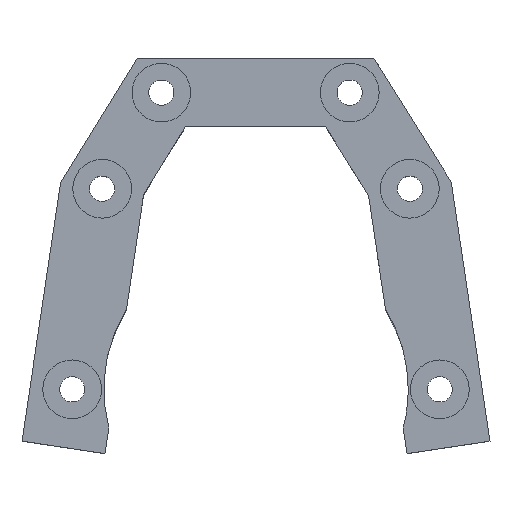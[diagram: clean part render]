
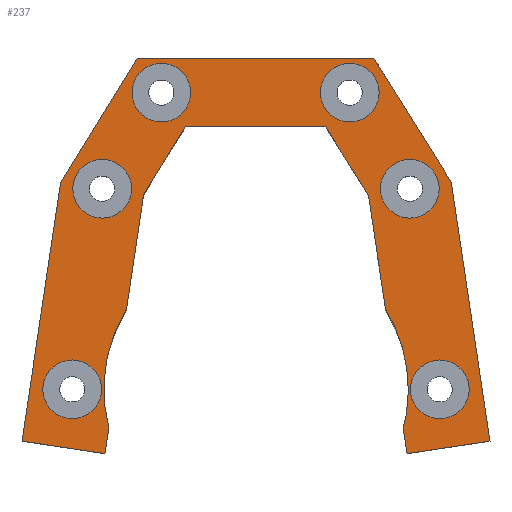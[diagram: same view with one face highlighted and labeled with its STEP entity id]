
A CAD part, top view. The second image highlights one B-rep face of the part: STEP entity #237.
In plain terms, the highlighted planar face has unit normal (0, 0, 1).
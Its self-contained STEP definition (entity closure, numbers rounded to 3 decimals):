
#24 = VERTEX_POINT('',#25);
#25 = CARTESIAN_POINT('',(-12.849,-33.794,7.));
#31 = EDGE_CURVE('',#24,#32,#34,.T.);
#32 = VERTEX_POINT('',#33);
#33 = CARTESIAN_POINT('',(-8.245,-2.962,7.));
#34 = LINE('',#35,#36);
#35 = CARTESIAN_POINT('',(-12.849,-33.794,7.));
#36 = VECTOR('',#37,1.);
#37 = DIRECTION('',(0.148,0.989,0.));
#62 = EDGE_CURVE('',#24,#63,#65,.T.);
#63 = VERTEX_POINT('',#64);
#64 = CARTESIAN_POINT('',(-2.959,-35.271,7.));
#65 = LINE('',#66,#67);
#66 = CARTESIAN_POINT('',(-12.849,-33.794,7.));
#67 = VECTOR('',#68,1.);
#68 = DIRECTION('',(0.989,-0.148,0.));
#101 = EDGE_CURVE('',#32,#102,#104,.T.);
#102 = VERTEX_POINT('',#103);
#103 = CARTESIAN_POINT('',(0.886,11.854,7.));
#104 = LINE('',#105,#106);
#105 = CARTESIAN_POINT('',(-8.245,-2.962,7.));
#106 = VECTOR('',#107,1.);
#107 = DIRECTION('',(0.525,0.851,0.));
#237 = ADVANCED_FACE('',(#238,#356,#367,#378,#389,#400,#411),#422,.T.);
#238 = FACE_BOUND('',#239,.T.);
#239 = EDGE_LOOP('',(#240,#241,#242,#250,#259,#267,#275,#283,#291,#299,
    #308,#317,#325,#333,#341,#349,#355));
#240 = ORIENTED_EDGE('',*,*,#31,.F.);
#241 = ORIENTED_EDGE('',*,*,#62,.T.);
#242 = ORIENTED_EDGE('',*,*,#243,.F.);
#243 = EDGE_CURVE('',#244,#63,#246,.T.);
#244 = VERTEX_POINT('',#245);
#245 = CARTESIAN_POINT('',(-2.504,-32.223,7.));
#246 = LINE('',#247,#248);
#247 = CARTESIAN_POINT('',(1.645,-4.438,7.));
#248 = VECTOR('',#249,1.);
#249 = DIRECTION('',(-0.148,-0.989,0.));
#250 = ORIENTED_EDGE('',*,*,#251,.F.);
#251 = EDGE_CURVE('',#252,#244,#254,.T.);
#252 = VERTEX_POINT('',#253);
#253 = CARTESIAN_POINT('',(-0.39,-18.069,7.));
#254 = CIRCLE('',#255,18.15);
#255 = AXIS2_PLACEMENT_3D('',#256,#257,#258);
#256 = CARTESIAN_POINT('',(15.05,-27.609,7.));
#257 = DIRECTION('',(0.,0.,1.));
#258 = DIRECTION('',(1.,0.,0.));
#259 = ORIENTED_EDGE('',*,*,#260,.F.);
#260 = EDGE_CURVE('',#261,#252,#263,.T.);
#261 = VERTEX_POINT('',#262);
#262 = CARTESIAN_POINT('',(1.645,-4.438,7.));
#263 = LINE('',#264,#265);
#264 = CARTESIAN_POINT('',(1.645,-4.438,7.));
#265 = VECTOR('',#266,1.);
#266 = DIRECTION('',(-0.148,-0.989,0.));
#267 = ORIENTED_EDGE('',*,*,#268,.F.);
#268 = EDGE_CURVE('',#269,#261,#271,.T.);
#269 = VERTEX_POINT('',#270);
#270 = CARTESIAN_POINT('',(6.65,3.682,7.));
#271 = LINE('',#272,#273);
#272 = CARTESIAN_POINT('',(6.65,3.682,7.));
#273 = VECTOR('',#274,1.);
#274 = DIRECTION('',(-0.525,-0.851,0.));
#275 = ORIENTED_EDGE('',*,*,#276,.F.);
#276 = EDGE_CURVE('',#277,#269,#279,.T.);
#277 = VERTEX_POINT('',#278);
#278 = CARTESIAN_POINT('',(23.35,3.682,7.));
#279 = LINE('',#280,#281);
#280 = CARTESIAN_POINT('',(23.35,3.682,7.));
#281 = VECTOR('',#282,1.);
#282 = DIRECTION('',(-1.,0.,0.));
#283 = ORIENTED_EDGE('',*,*,#284,.F.);
#284 = EDGE_CURVE('',#285,#277,#287,.T.);
#285 = VERTEX_POINT('',#286);
#286 = CARTESIAN_POINT('',(28.464,-4.5,7.));
#287 = LINE('',#288,#289);
#288 = CARTESIAN_POINT('',(28.464,-4.5,7.));
#289 = VECTOR('',#290,1.);
#290 = DIRECTION('',(-0.53,0.848,0.));
#291 = ORIENTED_EDGE('',*,*,#292,.F.);
#292 = EDGE_CURVE('',#293,#285,#295,.T.);
#293 = VERTEX_POINT('',#294);
#294 = CARTESIAN_POINT('',(30.491,-18.07,7.));
#295 = LINE('',#296,#297);
#296 = CARTESIAN_POINT('',(33.059,-35.271,7.));
#297 = VECTOR('',#298,1.);
#298 = DIRECTION('',(-0.148,0.989,0.));
#299 = ORIENTED_EDGE('',*,*,#300,.F.);
#300 = EDGE_CURVE('',#301,#293,#303,.T.);
#301 = VERTEX_POINT('',#302);
#302 = CARTESIAN_POINT('',(33.2,-27.609,7.));
#303 = CIRCLE('',#304,18.15);
#304 = AXIS2_PLACEMENT_3D('',#305,#306,#307);
#305 = CARTESIAN_POINT('',(15.05,-27.609,7.));
#306 = DIRECTION('',(0.,0.,1.));
#307 = DIRECTION('',(1.,0.,0.));
#308 = ORIENTED_EDGE('',*,*,#309,.F.);
#309 = EDGE_CURVE('',#310,#301,#312,.T.);
#310 = VERTEX_POINT('',#311);
#311 = CARTESIAN_POINT('',(32.604,-32.222,7.));
#312 = CIRCLE('',#313,18.15);
#313 = AXIS2_PLACEMENT_3D('',#314,#315,#316);
#314 = CARTESIAN_POINT('',(15.05,-27.609,7.));
#315 = DIRECTION('',(0.,0.,1.));
#316 = DIRECTION('',(1.,0.,0.));
#317 = ORIENTED_EDGE('',*,*,#318,.F.);
#318 = EDGE_CURVE('',#319,#310,#321,.T.);
#319 = VERTEX_POINT('',#320);
#320 = CARTESIAN_POINT('',(33.059,-35.271,7.));
#321 = LINE('',#322,#323);
#322 = CARTESIAN_POINT('',(33.059,-35.271,7.));
#323 = VECTOR('',#324,1.);
#324 = DIRECTION('',(-0.148,0.989,0.));
#325 = ORIENTED_EDGE('',*,*,#326,.F.);
#326 = EDGE_CURVE('',#327,#319,#329,.T.);
#327 = VERTEX_POINT('',#328);
#328 = CARTESIAN_POINT('',(42.949,-33.794,7.));
#329 = LINE('',#330,#331);
#330 = CARTESIAN_POINT('',(42.949,-33.794,7.));
#331 = VECTOR('',#332,1.);
#332 = DIRECTION('',(-0.989,-0.148,0.));
#333 = ORIENTED_EDGE('',*,*,#334,.F.);
#334 = EDGE_CURVE('',#335,#327,#337,.T.);
#335 = VERTEX_POINT('',#336);
#336 = CARTESIAN_POINT('',(38.336,-2.9,7.));
#337 = LINE('',#338,#339);
#338 = CARTESIAN_POINT('',(38.336,-2.9,7.));
#339 = VECTOR('',#340,1.);
#340 = DIRECTION('',(0.148,-0.989,0.));
#341 = ORIENTED_EDGE('',*,*,#342,.F.);
#342 = EDGE_CURVE('',#343,#335,#345,.T.);
#343 = VERTEX_POINT('',#344);
#344 = CARTESIAN_POINT('',(29.114,11.854,7.));
#345 = LINE('',#346,#347);
#346 = CARTESIAN_POINT('',(29.114,11.854,7.));
#347 = VECTOR('',#348,1.);
#348 = DIRECTION('',(0.53,-0.848,0.));
#349 = ORIENTED_EDGE('',*,*,#350,.F.);
#350 = EDGE_CURVE('',#102,#343,#351,.T.);
#351 = LINE('',#352,#353);
#352 = CARTESIAN_POINT('',(0.886,11.854,7.));
#353 = VECTOR('',#354,1.);
#354 = DIRECTION('',(1.,0.,0.));
#355 = ORIENTED_EDGE('',*,*,#101,.F.);
#356 = FACE_BOUND('',#357,.T.);
#357 = EDGE_LOOP('',(#358));
#358 = ORIENTED_EDGE('',*,*,#359,.F.);
#359 = EDGE_CURVE('',#360,#360,#362,.T.);
#360 = VERTEX_POINT('',#361);
#361 = CARTESIAN_POINT('',(-3.37,-27.609,7.));
#362 = CIRCLE('',#363,3.5);
#363 = AXIS2_PLACEMENT_3D('',#364,#365,#366);
#364 = CARTESIAN_POINT('',(-6.87,-27.609,7.));
#365 = DIRECTION('',(0.,0.,1.));
#366 = DIRECTION('',(1.,0.,0.));
#367 = FACE_BOUND('',#368,.T.);
#368 = EDGE_LOOP('',(#369));
#369 = ORIENTED_EDGE('',*,*,#370,.F.);
#370 = EDGE_CURVE('',#371,#371,#373,.T.);
#371 = VERTEX_POINT('',#372);
#372 = CARTESIAN_POINT('',(40.47,-27.609,7.));
#373 = CIRCLE('',#374,3.5);
#374 = AXIS2_PLACEMENT_3D('',#375,#376,#377);
#375 = CARTESIAN_POINT('',(36.97,-27.609,7.));
#376 = DIRECTION('',(0.,0.,1.));
#377 = DIRECTION('',(1.,0.,0.));
#378 = FACE_BOUND('',#379,.T.);
#379 = EDGE_LOOP('',(#380));
#380 = ORIENTED_EDGE('',*,*,#381,.F.);
#381 = EDGE_CURVE('',#382,#382,#384,.T.);
#382 = VERTEX_POINT('',#383);
#383 = CARTESIAN_POINT('',(0.2,-3.7,7.));
#384 = CIRCLE('',#385,3.5);
#385 = AXIS2_PLACEMENT_3D('',#386,#387,#388);
#386 = CARTESIAN_POINT('',(-3.3,-3.7,7.));
#387 = DIRECTION('',(0.,0.,1.));
#388 = DIRECTION('',(1.,0.,0.));
#389 = FACE_BOUND('',#390,.T.);
#390 = EDGE_LOOP('',(#391));
#391 = ORIENTED_EDGE('',*,*,#392,.F.);
#392 = EDGE_CURVE('',#393,#393,#395,.T.);
#393 = VERTEX_POINT('',#394);
#394 = CARTESIAN_POINT('',(7.268,7.768,7.));
#395 = CIRCLE('',#396,3.5);
#396 = AXIS2_PLACEMENT_3D('',#397,#398,#399);
#397 = CARTESIAN_POINT('',(3.768,7.768,7.));
#398 = DIRECTION('',(0.,0.,1.));
#399 = DIRECTION('',(1.,0.,0.));
#400 = FACE_BOUND('',#401,.T.);
#401 = EDGE_LOOP('',(#402));
#402 = ORIENTED_EDGE('',*,*,#403,.F.);
#403 = EDGE_CURVE('',#404,#404,#406,.T.);
#404 = VERTEX_POINT('',#405);
#405 = CARTESIAN_POINT('',(36.9,-3.7,7.));
#406 = CIRCLE('',#407,3.5);
#407 = AXIS2_PLACEMENT_3D('',#408,#409,#410);
#408 = CARTESIAN_POINT('',(33.4,-3.7,7.));
#409 = DIRECTION('',(0.,0.,1.));
#410 = DIRECTION('',(1.,0.,0.));
#411 = FACE_BOUND('',#412,.T.);
#412 = EDGE_LOOP('',(#413));
#413 = ORIENTED_EDGE('',*,*,#414,.F.);
#414 = EDGE_CURVE('',#415,#415,#417,.T.);
#415 = VERTEX_POINT('',#416);
#416 = CARTESIAN_POINT('',(29.732,7.768,7.));
#417 = CIRCLE('',#418,3.5);
#418 = AXIS2_PLACEMENT_3D('',#419,#420,#421);
#419 = CARTESIAN_POINT('',(26.232,7.768,7.));
#420 = DIRECTION('',(0.,0.,1.));
#421 = DIRECTION('',(1.,0.,0.));
#422 = PLANE('',#423);
#423 = AXIS2_PLACEMENT_3D('',#424,#425,#426);
#424 = CARTESIAN_POINT('',(15.042,-10.387,7.));
#425 = DIRECTION('',(0.,0.,1.));
#426 = DIRECTION('',(1.,0.,0.));
